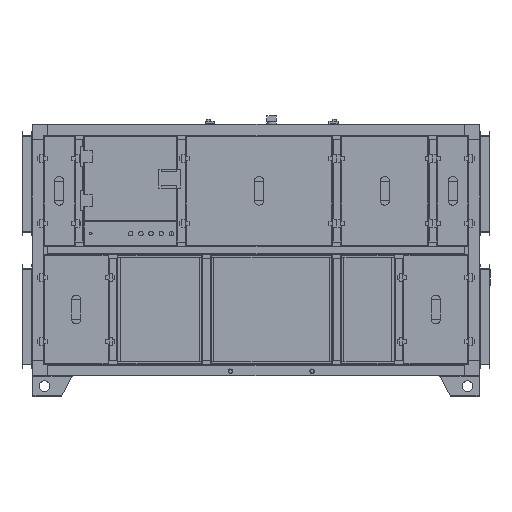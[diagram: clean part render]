
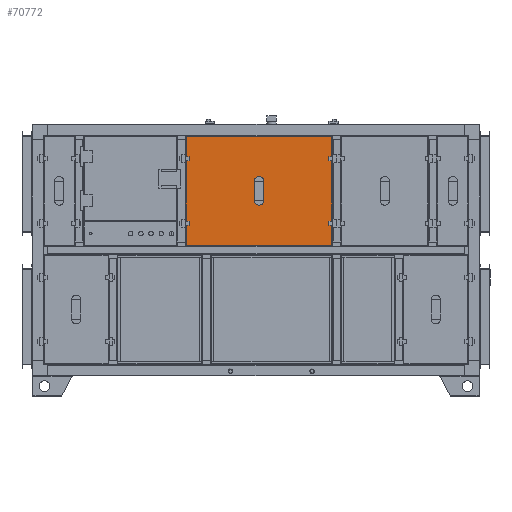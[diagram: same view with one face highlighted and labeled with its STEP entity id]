
A CAD part, front view. The second image highlights one B-rep face of the part: STEP entity #70772.
In plain terms, the highlighted face is planar.
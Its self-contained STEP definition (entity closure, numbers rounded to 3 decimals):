
#4053 = VECTOR ( 'NONE', #106946, 1000. ) ;
#9377 = DIRECTION ( 'NONE',  ( -1., 0., 0. ) ) ;
#15872 = DIRECTION ( 'NONE',  ( 1., 0., 0. ) ) ;
#16260 = ORIENTED_EDGE ( 'NONE', *, *, #114947, .F. ) ;
#17870 = VERTEX_POINT ( 'NONE', #160809 ) ;
#22039 = FACE_OUTER_BOUND ( 'NONE', #148501, .T. ) ;
#26945 = CARTESIAN_POINT ( 'NONE',  ( 356.2, 266.2, 0. ) ) ;
#27537 = EDGE_CURVE ( 'NONE', #87134, #17870, #160024, .T. ) ;
#31702 = CARTESIAN_POINT ( 'NONE',  ( 0., 0., 0. ) ) ;
#36713 = VERTEX_POINT ( 'NONE', #26945 ) ;
#45530 = DIRECTION ( 'NONE',  ( 0., 1., 0. ) ) ;
#58602 = CARTESIAN_POINT ( 'NONE',  ( 356.2, -266.2, 0. ) ) ;
#69866 = LINE ( 'NONE', #108271, #133096 ) ;
#70772 = ADVANCED_FACE ( 'NONE', ( #22039 ), #128348, .T. ) ;
#71687 = LINE ( 'NONE', #163183, #134795 ) ;
#72981 = LINE ( 'NONE', #112259, #75260 ) ;
#75260 = VECTOR ( 'NONE', #9377, 1000. ) ;
#87134 = VERTEX_POINT ( 'NONE', #107235 ) ;
#90738 = EDGE_CURVE ( 'NONE', #17870, #112388, #69866, .T. ) ;
#91724 = ORIENTED_EDGE ( 'NONE', *, *, #27537, .F. ) ;
#98297 = DIRECTION ( 'NONE',  ( 0., 0., -1. ) ) ;
#99338 = AXIS2_PLACEMENT_3D ( 'NONE', #31702, #98297, #122748 ) ;
#106946 = DIRECTION ( 'NONE',  ( 0., -1., 0. ) ) ;
#107235 = CARTESIAN_POINT ( 'NONE',  ( -356.2, 266.2, 0. ) ) ;
#108271 = CARTESIAN_POINT ( 'NONE',  ( -356.2, -266.2, 0. ) ) ;
#112259 = CARTESIAN_POINT ( 'NONE',  ( -356.2, 266.2, 0. ) ) ;
#112331 = EDGE_CURVE ( 'NONE', #112388, #36713, #71687, .T. ) ;
#112388 = VERTEX_POINT ( 'NONE', #58602 ) ;
#114947 = EDGE_CURVE ( 'NONE', #36713, #87134, #72981, .T. ) ;
#122748 = DIRECTION ( 'NONE',  ( -1., 0., 0. ) ) ;
#128348 = PLANE ( 'NONE',  #99338 ) ;
#133096 = VECTOR ( 'NONE', #15872, 1000. ) ;
#134696 = ORIENTED_EDGE ( 'NONE', *, *, #90738, .F. ) ;
#134767 = CARTESIAN_POINT ( 'NONE',  ( -356.2, 266.2, 0. ) ) ;
#134795 = VECTOR ( 'NONE', #45530, 1000. ) ;
#135307 = ORIENTED_EDGE ( 'NONE', *, *, #112331, .F. ) ;
#148501 = EDGE_LOOP ( 'NONE', ( #135307, #134696, #91724, #16260 ) ) ;
#160024 = LINE ( 'NONE', #134767, #4053 ) ;
#160809 = CARTESIAN_POINT ( 'NONE',  ( -356.2, -266.2, 0. ) ) ;
#163183 = CARTESIAN_POINT ( 'NONE',  ( 356.2, 266.2, 0. ) ) ;
